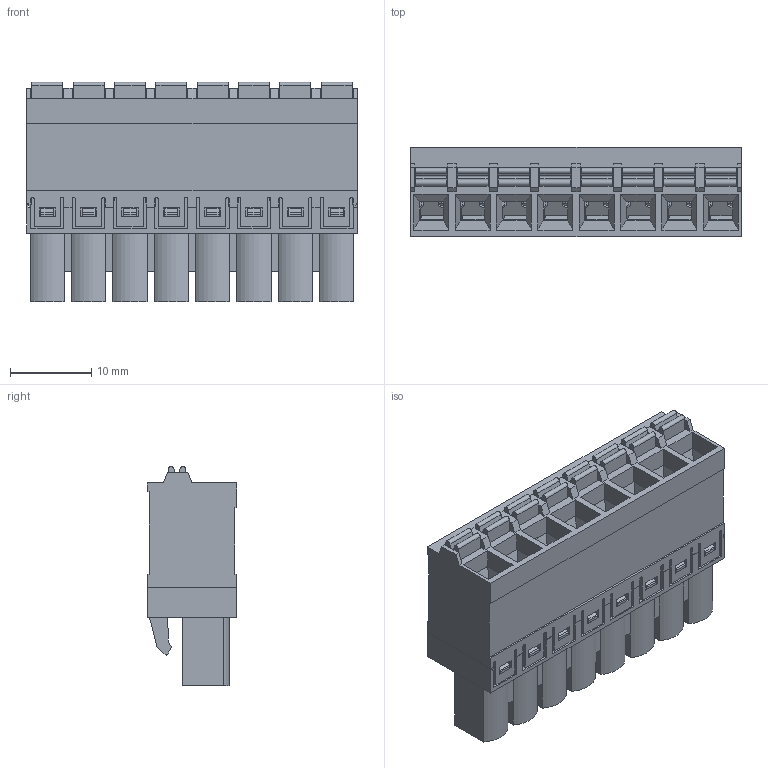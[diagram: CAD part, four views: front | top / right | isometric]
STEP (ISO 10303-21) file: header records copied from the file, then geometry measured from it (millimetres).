
FILE_DESCRIPTION(/* description */ ('Unknown'),/* implementation_level */ '2;1');
FILE_NAME(/* name */ '691304500008',/* time_stamp */ '2021-06-03T13:55:24+02:00',/* author */ ('Unknown'),/* organization */ ('Unknown'),/* preprocessor_version */ 'ST-DEVELOPER v16.7',/* originating_system */ 'Solid Edge',/* authorisation */ 'Unknown');
FILE_SCHEMA (('AUTOMOTIVE_DESIGN {1 0 10303 214 3 1 1}'));
Length unit declared in the file: millimetre
Products named in the file (6): 6913045000xx; 691304500008; 691304530008_Bas; 6913045300xx_Levier; 6913045300xx_Lamelle; 6913045300xx_Pin
Assembly tree (26 placements, depth 2):
  6913045000xx
    691304500008
    691304530008_Bas
    6913045300xx_Levier  x8
    6913045300xx_Lamelle  x8
    6913045300xx_Pin  x8
Bounding box: 40.64 x 11 x 26.91 mm (x, y, z)
Volume: 4953.5 mm3; surface area: 15844.1 mm2
Topology: 26 solids, 26 shells, 3080 faces, 8577 edges, 5570 vertices
Faces by surface type: plane 2314, cylinder 734, bspline 24, cone 8
Full cylindrical faces by diameter (mm): 1.5 x8, 3 x8
Entity records: 51071 total; most frequent: CARTESIAN_POINT 9162, ORIENTED_EDGE 8940, DIRECTION 8095, EDGE_CURVE 4470, LINE 4085, VECTOR 4085, VERTEX_POINT 2915, AXIS2_PLACEMENT_3D 2005
